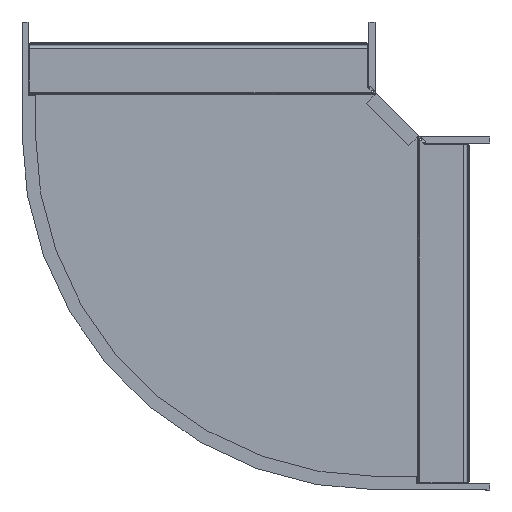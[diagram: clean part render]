
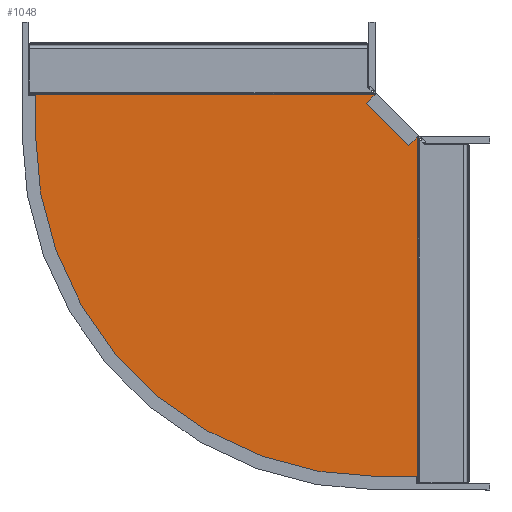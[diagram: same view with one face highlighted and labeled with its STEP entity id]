
A CAD part, front view. The second image highlights one B-rep face of the part: STEP entity #1048.
In plain terms, the highlighted planar face has unit normal (0, -1, 0).
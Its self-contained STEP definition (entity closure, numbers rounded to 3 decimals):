
#88 = EDGE_CURVE ( 'NONE', #8052, #8197, #4032, .T. ) ;
#350 = CIRCLE ( 'NONE', #1389, 398.25 ) ;
#538 = CARTESIAN_POINT ( 'NONE',  ( -417.912, -1., 23.412 ) ) ;
#616 = DIRECTION ( 'NONE',  ( 1., 0., 0. ) ) ;
#766 = VECTOR ( 'NONE', #1157, 1000. ) ;
#906 = AXIS2_PLACEMENT_3D ( 'NONE', #8329, #8153, #6522 ) ;
#907 = CARTESIAN_POINT ( 'NONE',  ( 23.412, -1., -411.412 ) ) ;
#1011 = VERTEX_POINT ( 'NONE', #7069 ) ;
#1048 = ADVANCED_FACE ( 'NONE', ( #4827 ), #9020, .T. ) ;
#1157 = DIRECTION ( 'NONE',  ( -1., 0., 0. ) ) ;
#1219 = ORIENTED_EDGE ( 'NONE', *, *, #2010, .F. ) ;
#1222 = ORIENTED_EDGE ( 'NONE', *, *, #2751, .T. ) ;
#1262 = CARTESIAN_POINT ( 'NONE',  ( -19.662, -1., 24.048 ) ) ;
#1278 = VERTEX_POINT ( 'NONE', #907 ) ;
#1376 = ORIENTED_EDGE ( 'NONE', *, *, #3364, .F. ) ;
#1389 = AXIS2_PLACEMENT_3D ( 'NONE', #7399, #6535, #9138 ) ;
#1427 = ORIENTED_EDGE ( 'NONE', *, *, #88, .T. ) ;
#1502 = VERTEX_POINT ( 'NONE', #8953 ) ;
#1801 = CARTESIAN_POINT ( 'NONE',  ( 24.048, -1., -19.662 ) ) ;
#2010 = EDGE_CURVE ( 'NONE', #7117, #1278, #5777, .T. ) ;
#2117 = DIRECTION ( 'NONE',  ( 0., 0., -1. ) ) ;
#2382 = CARTESIAN_POINT ( 'NONE',  ( 24.048, -1., -411.412 ) ) ;
#2385 = EDGE_CURVE ( 'NONE', #4134, #10390, #350, .T. ) ;
#2398 = DIRECTION ( 'NONE',  ( -1., 0., 0. ) ) ;
#2751 = EDGE_CURVE ( 'NONE', #1502, #8052, #6430, .T. ) ;
#2871 = VECTOR ( 'NONE', #2117, 1000. ) ;
#3306 = EDGE_LOOP ( 'NONE', ( #1376, #8807, #1222, #1427, #3847, #5454, #4165, #6076, #1219, #10351 ) ) ;
#3364 = EDGE_CURVE ( 'NONE', #10654, #7392, #7795, .T. ) ;
#3390 = EDGE_CURVE ( 'NONE', #1278, #1011, #9578, .T. ) ;
#3409 = VECTOR ( 'NONE', #616, 1000. ) ;
#3441 = VECTOR ( 'NONE', #8812, 1000. ) ;
#3447 = DIRECTION ( 'NONE',  ( 0., 0., -1. ) ) ;
#3729 = EDGE_CURVE ( 'NONE', #4134, #1011, #8947, .T. ) ;
#3847 = ORIENTED_EDGE ( 'NONE', *, *, #8543, .F. ) ;
#4032 = LINE ( 'NONE', #9859, #6117 ) ;
#4134 = VERTEX_POINT ( 'NONE', #9514 ) ;
#4165 = ORIENTED_EDGE ( 'NONE', *, *, #3729, .T. ) ;
#4311 = CARTESIAN_POINT ( 'NONE',  ( 75.912, -1., -411.412 ) ) ;
#4377 = LINE ( 'NONE', #1801, #9134 ) ;
#4479 = CARTESIAN_POINT ( 'NONE',  ( -24.048, -1., 24.048 ) ) ;
#4570 = CARTESIAN_POINT ( 'NONE',  ( -417.912, -1., -19.662 ) ) ;
#4827 = FACE_OUTER_BOUND ( 'NONE', #3306, .T. ) ;
#4965 = DIRECTION ( 'NONE',  ( -1., 0., 0. ) ) ;
#5279 = LINE ( 'NONE', #4570, #3441 ) ;
#5454 = ORIENTED_EDGE ( 'NONE', *, *, #2385, .F. ) ;
#5573 = VECTOR ( 'NONE', #5709, 1000. ) ;
#5709 = DIRECTION ( 'NONE',  ( 0., 0., -1. ) ) ;
#5777 = LINE ( 'NONE', #4311, #6960 ) ;
#6001 = CARTESIAN_POINT ( 'NONE',  ( -417.912, -1., -19.662 ) ) ;
#6076 = ORIENTED_EDGE ( 'NONE', *, *, #3390, .F. ) ;
#6117 = VECTOR ( 'NONE', #2398, 1000. ) ;
#6223 = LINE ( 'NONE', #1262, #766 ) ;
#6311 = CARTESIAN_POINT ( 'NONE',  ( 24.048, -1., -24.048 ) ) ;
#6402 = EDGE_CURVE ( 'NONE', #10654, #1502, #6223, .T. ) ;
#6430 = LINE ( 'NONE', #8106, #5573 ) ;
#6522 = DIRECTION ( 'NONE',  ( 0., 0., -1. ) ) ;
#6535 = DIRECTION ( 'NONE',  ( 0., 1., 0. ) ) ;
#6886 = VECTOR ( 'NONE', #6974, 1000. ) ;
#6960 = VECTOR ( 'NONE', #4965, 1000. ) ;
#6965 = EDGE_CURVE ( 'NONE', #7392, #7117, #4377, .T. ) ;
#6974 = DIRECTION ( 'NONE',  ( 0.707, 0., -0.707 ) ) ;
#7069 = CARTESIAN_POINT ( 'NONE',  ( 23.412, -1., -417.912 ) ) ;
#7117 = VERTEX_POINT ( 'NONE', #2382 ) ;
#7392 = VERTEX_POINT ( 'NONE', #6311 ) ;
#7399 = CARTESIAN_POINT ( 'NONE',  ( -19.662, -1., -19.662 ) ) ;
#7795 = LINE ( 'NONE', #8821, #6886 ) ;
#8052 = VERTEX_POINT ( 'NONE', #9263 ) ;
#8106 = CARTESIAN_POINT ( 'NONE',  ( -411.412, -1., 75.912 ) ) ;
#8153 = DIRECTION ( 'NONE',  ( 0., -1., 0. ) ) ;
#8193 = CARTESIAN_POINT ( 'NONE',  ( -19.662, -1., -417.912 ) ) ;
#8197 = VERTEX_POINT ( 'NONE', #538 ) ;
#8329 = CARTESIAN_POINT ( 'NONE',  ( -19.662, -1., -19.662 ) ) ;
#8543 = EDGE_CURVE ( 'NONE', #10390, #8197, #5279, .T. ) ;
#8664 = CARTESIAN_POINT ( 'NONE',  ( 23.412, -1., -417.912 ) ) ;
#8807 = ORIENTED_EDGE ( 'NONE', *, *, #6402, .T. ) ;
#8812 = DIRECTION ( 'NONE',  ( 0., 0., 1. ) ) ;
#8821 = CARTESIAN_POINT ( 'NONE',  ( -12.021, -1., 12.021 ) ) ;
#8947 = LINE ( 'NONE', #8193, #3409 ) ;
#8953 = CARTESIAN_POINT ( 'NONE',  ( -411.412, -1., 24.048 ) ) ;
#9020 = PLANE ( 'NONE',  #906 ) ;
#9134 = VECTOR ( 'NONE', #3447, 1000. ) ;
#9138 = DIRECTION ( 'NONE',  ( 0., 0., -1. ) ) ;
#9263 = CARTESIAN_POINT ( 'NONE',  ( -411.412, -1., 23.412 ) ) ;
#9514 = CARTESIAN_POINT ( 'NONE',  ( -19.662, -1., -417.912 ) ) ;
#9578 = LINE ( 'NONE', #8664, #2871 ) ;
#9859 = CARTESIAN_POINT ( 'NONE',  ( -417.912, -1., 23.412 ) ) ;
#10351 = ORIENTED_EDGE ( 'NONE', *, *, #6965, .F. ) ;
#10390 = VERTEX_POINT ( 'NONE', #6001 ) ;
#10654 = VERTEX_POINT ( 'NONE', #4479 ) ;
